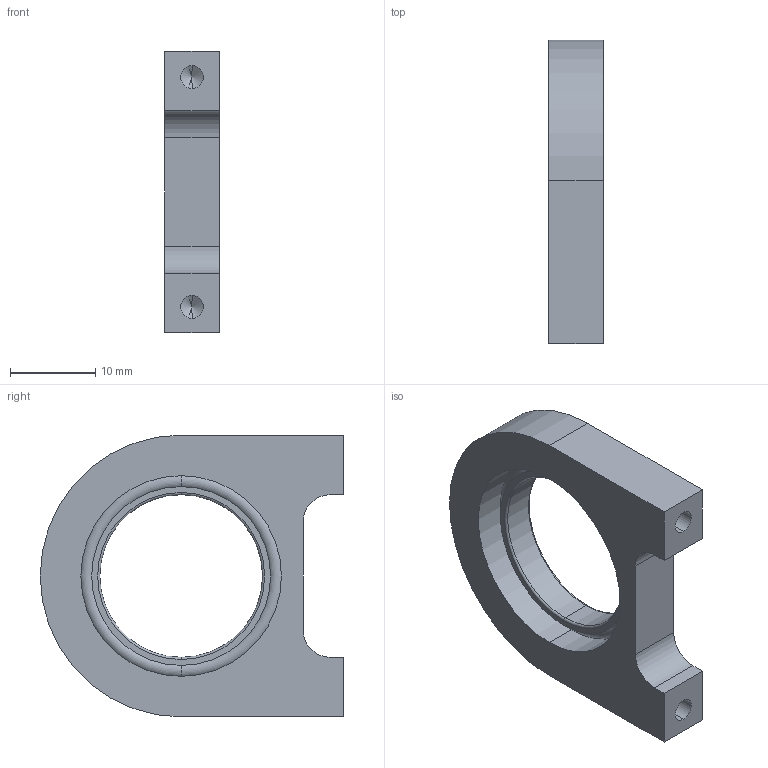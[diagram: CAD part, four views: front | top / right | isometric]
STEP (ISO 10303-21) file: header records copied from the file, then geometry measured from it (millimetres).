
FILE_DESCRIPTION (( 'STEP AP203' ), '1' );
FILE_NAME ('ROB-12110.STEP', '2014-12-06T02:29:41', ( '' ), ( '' ), 'SwSTEP 2.0', 'SolidWorks 2014', '' );
FILE_SCHEMA (( 'CONFIG_CONTROL_DESIGN' ));
Length unit declared in the file: inch
Products named in the file (1): ROB-12110
Bounding box: 6.35 x 35.56 x 33.02 mm (x, y, z)
Volume: 3689.5 mm3; surface area: 3233.8 mm2
Topology: 1 solids, 2 shells, 50 faces, 112 edges, 66 vertices
Faces by surface type: cylinder 21, plane 13, torus 12, cone 4
Entity records: 1455 total; most frequent: DIRECTION 272, CARTESIAN_POINT 225, ORIENTED_EDGE 216, AXIS2_PLACEMENT_3D 113, EDGE_CURVE 108, VERTEX_POINT 66, CIRCLE 62, EDGE_LOOP 58
